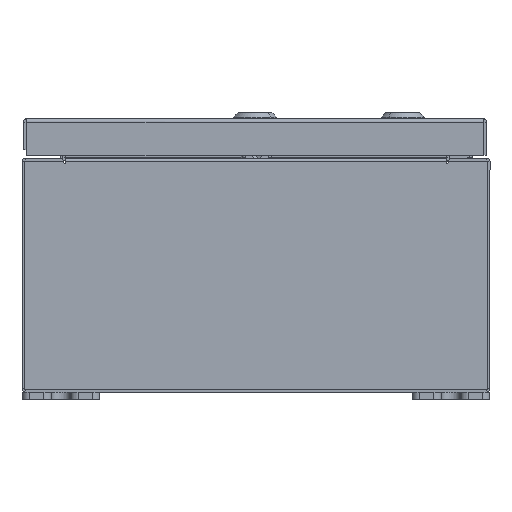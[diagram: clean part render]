
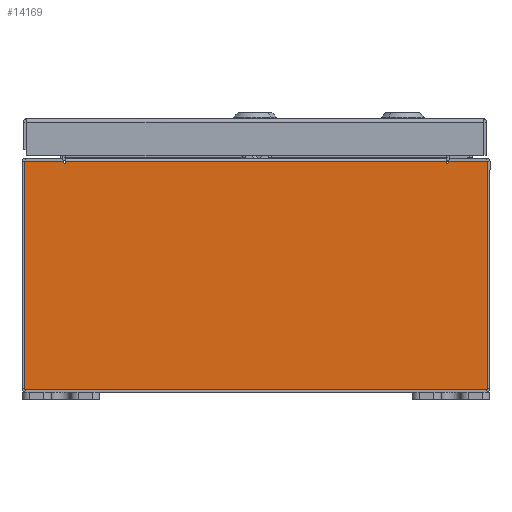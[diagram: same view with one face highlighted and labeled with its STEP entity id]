
A CAD part, front view. The second image highlights one B-rep face of the part: STEP entity #14169.
In plain terms, the highlighted face is planar.
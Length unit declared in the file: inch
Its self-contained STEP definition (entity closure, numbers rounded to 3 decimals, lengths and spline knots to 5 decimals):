
#219 = DIRECTION ( 'NONE',  ( 0., 0., 1. ) ) ;
#3225 = DIRECTION ( 'NONE',  ( 0., -1., 0. ) ) ;
#3252 = LINE ( 'NONE', #51912, #25969 ) ;
#4338 = CARTESIAN_POINT ( 'NONE',  ( -4.92455, 0., 0. ) ) ;
#4803 = LINE ( 'NONE', #39776, #29026 ) ;
#5416 = EDGE_CURVE ( 'NONE', #42012, #39953, #3252, .T. ) ;
#5637 = VERTEX_POINT ( 'NONE', #57970 ) ;
#5936 = DIRECTION ( 'NONE',  ( -1., 0., 0. ) ) ;
#7057 = CARTESIAN_POINT ( 'NONE',  ( -4.8872, 0., 2.9123 ) ) ;
#7176 = VERTEX_POINT ( 'NONE', #32389 ) ;
#8796 = CARTESIAN_POINT ( 'NONE',  ( -5.9253, 0., 2.9253 ) ) ;
#9212 = DIRECTION ( 'NONE',  ( 0., 0., 1. ) ) ;
#9362 = DIRECTION ( 'NONE',  ( 1., 0., 0. ) ) ;
#9382 = CARTESIAN_POINT ( 'NONE',  ( -5.9253, 0., 2.9253 ) ) ;
#10295 = AXIS2_PLACEMENT_3D ( 'NONE', #46001, #17153, #50838 ) ;
#11331 = CARTESIAN_POINT ( 'NONE',  ( -4.8872, 0., 2.87495 ) ) ;
#12498 = DIRECTION ( 'NONE',  ( 0., 0., -1. ) ) ;
#12794 = CARTESIAN_POINT ( 'NONE',  ( 4.92455, 0., 0. ) ) ;
#12950 = CARTESIAN_POINT ( 'NONE',  ( 4.90588, 0., 2.87495 ) ) ;
#12989 = CARTESIAN_POINT ( 'NONE',  ( -5.9253, 0., 2.9253 ) ) ;
#14169 = ADVANCED_FACE ( 'NONE', ( #37971 ), #36865, .F. ) ;
#16715 = EDGE_CURVE ( 'NONE', #50478, #5637, #54374, .T. ) ;
#17153 = DIRECTION ( 'NONE',  ( 0., 1., 0. ) ) ;
#17800 = DIRECTION ( 'NONE',  ( 0., 0., -1. ) ) ;
#17879 = CARTESIAN_POINT ( 'NONE',  ( -4.92455, 0., 2.9253 ) ) ;
#18800 = ORIENTED_EDGE ( 'NONE', *, *, #46844, .F. ) ;
#19112 = LINE ( 'NONE', #9382, #56052 ) ;
#19829 = CARTESIAN_POINT ( 'NONE',  ( -5.9253, 0., 2.9253 ) ) ;
#20175 = LINE ( 'NONE', #41410, #57084 ) ;
#21272 = EDGE_CURVE ( 'NONE', #34568, #44569, #60952, .T. ) ;
#22694 = ORIENTED_EDGE ( 'NONE', *, *, #45562, .F. ) ;
#23789 = CARTESIAN_POINT ( 'NONE',  ( -5.9253, 0., -2.9253 ) ) ;
#23859 = EDGE_CURVE ( 'NONE', #7176, #60404, #25367, .T. ) ;
#24005 = EDGE_CURVE ( 'NONE', #44569, #49451, #35235, .T. ) ;
#24312 = CARTESIAN_POINT ( 'NONE',  ( 5.9253, 0., 2.9253 ) ) ;
#24385 = CARTESIAN_POINT ( 'NONE',  ( 4.8872, 0., 2.87495 ) ) ;
#25367 = LINE ( 'NONE', #12794, #51030 ) ;
#25889 = CARTESIAN_POINT ( 'NONE',  ( 4.92455, 0., 2.87495 ) ) ;
#25969 = VECTOR ( 'NONE', #219, 39.37008 ) ;
#27582 = LINE ( 'NONE', #38317, #53179 ) ;
#27685 = VERTEX_POINT ( 'NONE', #7057 ) ;
#27876 = CARTESIAN_POINT ( 'NONE',  ( 5.9253, 0., 2.9253 ) ) ;
#29026 = VECTOR ( 'NONE', #5936, 39.37008 ) ;
#29686 = VECTOR ( 'NONE', #9212, 39.37008 ) ;
#30295 = ORIENTED_EDGE ( 'NONE', *, *, #59919, .T. ) ;
#30892 = EDGE_CURVE ( 'NONE', #27685, #39953, #27582, .T. ) ;
#32389 = CARTESIAN_POINT ( 'NONE',  ( 4.92455, 0., 2.9253 ) ) ;
#33299 = VERTEX_POINT ( 'NONE', #53906 ) ;
#33362 = ORIENTED_EDGE ( 'NONE', *, *, #24005, .T. ) ;
#33859 = VECTOR ( 'NONE', #38578, 39.37008 ) ;
#34528 = CIRCLE ( 'NONE', #10295, 0.01868 ) ;
#34568 = VERTEX_POINT ( 'NONE', #23789 ) ;
#35235 = LINE ( 'NONE', #12989, #46483 ) ;
#35545 = EDGE_CURVE ( 'NONE', #7176, #50478, #19112, .T. ) ;
#36865 = PLANE ( 'NONE',  #61479 ) ;
#36886 = EDGE_LOOP ( 'NONE', ( #43691, #18800, #43754, #46014, #58835, #22694, #58892, #58162, #44688, #30295, #43907, #33362 ) ) ;
#37060 = DIRECTION ( 'NONE',  ( 0., 0., -1. ) ) ;
#37971 = FACE_OUTER_BOUND ( 'NONE', #36886, .T. ) ;
#38317 = CARTESIAN_POINT ( 'NONE',  ( -4.8872, 0., 2.9123 ) ) ;
#38578 = DIRECTION ( 'NONE',  ( 0., 0., 1. ) ) ;
#38587 = VECTOR ( 'NONE', #47250, 39.37008 ) ;
#39776 = CARTESIAN_POINT ( 'NONE',  ( -5.9253, 0., -2.9253 ) ) ;
#39953 = VERTEX_POINT ( 'NONE', #51194 ) ;
#41410 = CARTESIAN_POINT ( 'NONE',  ( -4.8872, 0., 0. ) ) ;
#42012 = VERTEX_POINT ( 'NONE', #24385 ) ;
#43691 = ORIENTED_EDGE ( 'NONE', *, *, #61611, .F. ) ;
#43754 = ORIENTED_EDGE ( 'NONE', *, *, #46932, .F. ) ;
#43907 = ORIENTED_EDGE ( 'NONE', *, *, #21272, .T. ) ;
#44569 = VERTEX_POINT ( 'NONE', #19829 ) ;
#44688 = ORIENTED_EDGE ( 'NONE', *, *, #16715, .T. ) ;
#45562 = EDGE_CURVE ( 'NONE', #60404, #42012, #51909, .T. ) ;
#46001 = CARTESIAN_POINT ( 'NONE',  ( -4.90587, 0., 2.87495 ) ) ;
#46014 = ORIENTED_EDGE ( 'NONE', *, *, #30892, .T. ) ;
#46483 = VECTOR ( 'NONE', #46688, 39.37008 ) ;
#46494 = DIRECTION ( 'NONE',  ( 0., 0., -1. ) ) ;
#46515 = CARTESIAN_POINT ( 'NONE',  ( 0., 0., 0. ) ) ;
#46645 = DIRECTION ( 'NONE',  ( 0., 1., 0. ) ) ;
#46688 = DIRECTION ( 'NONE',  ( 1., 0., 0. ) ) ;
#46844 = EDGE_CURVE ( 'NONE', #54219, #33299, #34528, .T. ) ;
#46932 = EDGE_CURVE ( 'NONE', #27685, #54219, #20175, .T. ) ;
#47250 = DIRECTION ( 'NONE',  ( 0., 0., -1. ) ) ;
#48203 = DIRECTION ( 'NONE',  ( 1., 0., 0. ) ) ;
#49451 = VERTEX_POINT ( 'NONE', #17879 ) ;
#50478 = VERTEX_POINT ( 'NONE', #24312 ) ;
#50838 = DIRECTION ( 'NONE',  ( 0., 0., -1. ) ) ;
#51030 = VECTOR ( 'NONE', #46494, 39.37008 ) ;
#51194 = CARTESIAN_POINT ( 'NONE',  ( 4.8872, 0., 2.9123 ) ) ;
#51909 = CIRCLE ( 'NONE', #60298, 0.01868 ) ;
#51912 = CARTESIAN_POINT ( 'NONE',  ( 4.8872, 0., 0. ) ) ;
#53179 = VECTOR ( 'NONE', #9362, 39.37008 ) ;
#53792 = LINE ( 'NONE', #4338, #29686 ) ;
#53906 = CARTESIAN_POINT ( 'NONE',  ( -4.92455, 0., 2.87495 ) ) ;
#54219 = VERTEX_POINT ( 'NONE', #11331 ) ;
#54374 = LINE ( 'NONE', #27876, #38587 ) ;
#56052 = VECTOR ( 'NONE', #48203, 39.37008 ) ;
#57084 = VECTOR ( 'NONE', #12498, 39.37008 ) ;
#57970 = CARTESIAN_POINT ( 'NONE',  ( 5.9253, 0., -2.9253 ) ) ;
#58162 = ORIENTED_EDGE ( 'NONE', *, *, #35545, .T. ) ;
#58835 = ORIENTED_EDGE ( 'NONE', *, *, #5416, .F. ) ;
#58892 = ORIENTED_EDGE ( 'NONE', *, *, #23859, .F. ) ;
#59919 = EDGE_CURVE ( 'NONE', #5637, #34568, #4803, .T. ) ;
#60298 = AXIS2_PLACEMENT_3D ( 'NONE', #12950, #46645, #17800 ) ;
#60404 = VERTEX_POINT ( 'NONE', #25889 ) ;
#60952 = LINE ( 'NONE', #8796, #33859 ) ;
#61479 = AXIS2_PLACEMENT_3D ( 'NONE', #46515, #3225, #37060 ) ;
#61611 = EDGE_CURVE ( 'NONE', #33299, #49451, #53792, .T. ) ;
